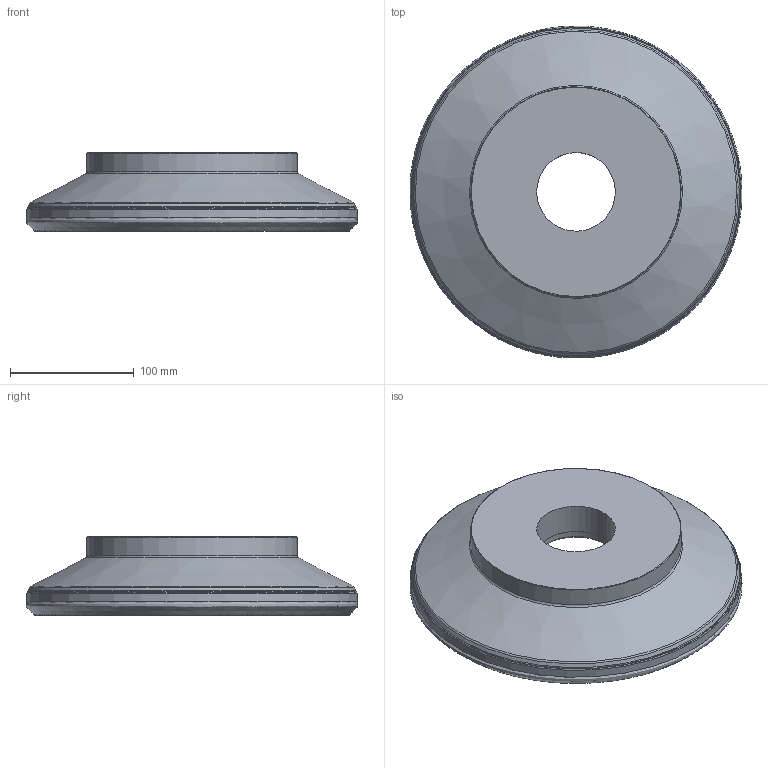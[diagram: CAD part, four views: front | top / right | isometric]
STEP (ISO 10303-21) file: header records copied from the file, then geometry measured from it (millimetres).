
FILE_DESCRIPTION(/* description */ (''),/* implementation_level */ '2;1');
FILE_NAME(/* name */ 'toolassembly_1.stp',/* time_stamp */ '2019-01-25T11:26:59+01:00',/* author */ (''),/* organization */ ('SMS'),/* preprocessor_version */ 'ST-DEVELOPER v15',/* originating_system */ 'SIEMENS PLM Software NX 8.5',/* authorisation */ '');
FILE_SCHEMA (('AUTOMOTIVE_DESIGN { 1 0 10303 214 3 1 1 1 }'));
Length unit declared in the file: millimetre
Products named in the file (4): ASSEMBLY_CONSTRUCTION; CUT_20190125112603; NOCUT_20190125112558; TOOLASSEMBLY_1
Assembly tree (3 placements, depth 2):
  TOOLASSEMBLY_1
    NOCUT_20190125112558
    CUT_20190125112603
    ASSEMBLY_CONSTRUCTION
Bounding box: 268.2 x 268.2 x 63.05 mm (x, y, z)
Volume: 1779612.8 mm3; surface area: 188353.9 mm2
Topology: 2 solids, 2 shells, 40 faces, 82 edges, 69 vertices
Faces by surface type: torus 11, cone 11, cylinder 9, plane 8, bspline 1
Full cylindrical faces by diameter (mm): 18 x4, 63.515 x1, 63.8 x1, 128.5 x1, 170 x1, 267.002 x1
Entity records: 17322 total; most frequent: CARTESIAN_POINT 16324, DIRECTION 202, AXIS2_PLACEMENT_3D 101, EDGE_LOOP 78, ORIENTED_EDGE 78, FACE_BOUND 75, STYLED_ITEM 41, PRESENTATION_STYLE_ASSIGNMENT 41
